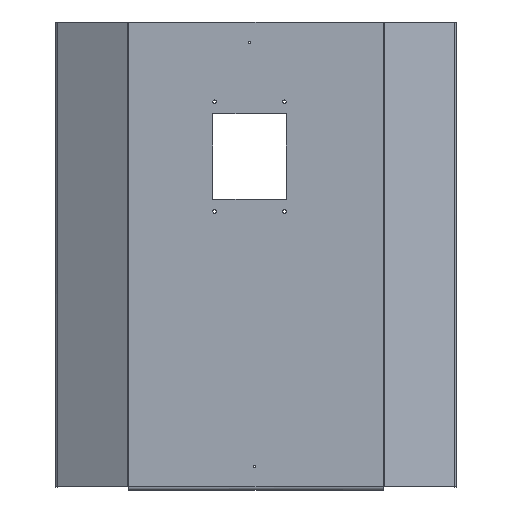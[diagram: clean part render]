
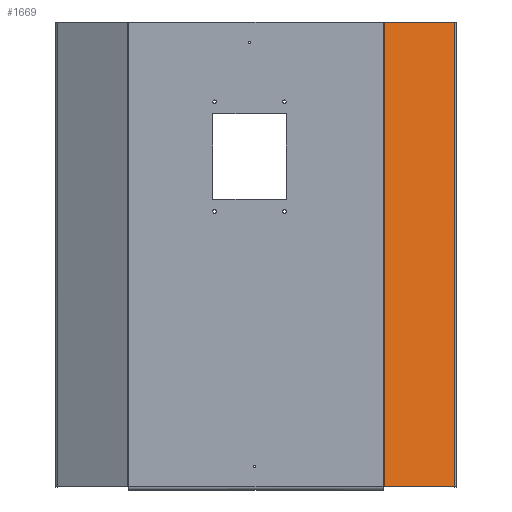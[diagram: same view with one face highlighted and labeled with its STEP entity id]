
A CAD part, top view. The second image highlights one B-rep face of the part: STEP entity #1669.
In plain terms, the highlighted free-form (B-spline) face has degree [1, 1] with [2, 2] control points.
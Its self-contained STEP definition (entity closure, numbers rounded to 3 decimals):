
#1520 = VERTEX_POINT('',#1521);
#1521 = CARTESIAN_POINT('',(-369.106,240.393,
    246.296));
#1556 = VERTEX_POINT('',#1557);
#1557 = CARTESIAN_POINT('',(-369.106,-240.393,
    246.296));
#1583 = EDGE_CURVE('',#1556,#1520,#1584,.T.);
#1584 = B_SPLINE_CURVE_WITH_KNOTS('',1,(#1585,#1586),.UNSPECIFIED.,.F.,
  .F.,(2,2),(-456.,0.),.PIECEWISE_BEZIER_KNOTS.);
#1585 = CARTESIAN_POINT('',(-369.106,-240.393,
    246.296));
#1586 = CARTESIAN_POINT('',(-369.106,240.393,
    246.296));
#1625 = EDGE_CURVE('',#1520,#1626,#1628,.T.);
#1626 = VERTEX_POINT('',#1627);
#1627 = CARTESIAN_POINT('',(-296.425,240.393,
    204.333));
#1628 = B_SPLINE_CURVE_WITH_KNOTS('',1,(#1629,#1630),.UNSPECIFIED.,.F.,
  .F.,(2,2),(0.402,80.),.PIECEWISE_BEZIER_KNOTS.);
#1629 = CARTESIAN_POINT('',(-369.106,240.393,
    246.296));
#1630 = CARTESIAN_POINT('',(-296.425,240.393,
    204.333));
#1645 = EDGE_CURVE('',#1646,#1556,#1648,.T.);
#1646 = VERTEX_POINT('',#1647);
#1647 = CARTESIAN_POINT('',(-296.425,-240.393,
    204.333));
#1648 = B_SPLINE_CURVE_WITH_KNOTS('',1,(#1649,#1650),.UNSPECIFIED.,.F.,
  .F.,(2,2),(0.,79.598),
  .PIECEWISE_BEZIER_KNOTS.);
#1649 = CARTESIAN_POINT('',(-296.425,-240.393,
    204.333));
#1650 = CARTESIAN_POINT('',(-369.106,-240.393,
    246.296));
#1669 = ADVANCED_FACE('',(#1670),#1680,.F.);
#1670 = FACE_BOUND('',#1671,.T.);
#1671 = EDGE_LOOP('',(#1672,#1673,#1674,#1679));
#1672 = ORIENTED_EDGE('',*,*,#1583,.F.);
#1673 = ORIENTED_EDGE('',*,*,#1645,.F.);
#1674 = ORIENTED_EDGE('',*,*,#1675,.F.);
#1675 = EDGE_CURVE('',#1626,#1646,#1676,.T.);
#1676 = B_SPLINE_CURVE_WITH_KNOTS('',1,(#1677,#1678),.UNSPECIFIED.,.F.,
  .F.,(2,2),(0.,456.),.PIECEWISE_BEZIER_KNOTS.);
#1677 = CARTESIAN_POINT('',(-296.425,240.393,
    204.333));
#1678 = CARTESIAN_POINT('',(-296.425,-240.393,
    204.333));
#1679 = ORIENTED_EDGE('',*,*,#1625,.F.);
#1680 = B_SPLINE_SURFACE_WITH_KNOTS('',1,1,(
    (#1681,#1682)
    ,(#1683,#1684
    )),.UNSPECIFIED.,.F.,.F.,.F.,(2,2),(2,2),(-71.631,
    7.967),(-228.,228.),.PIECEWISE_BEZIER_KNOTS.);
#1681 = CARTESIAN_POINT('',(-296.425,-240.393,
    204.333));
#1682 = CARTESIAN_POINT('',(-296.425,240.393,
    204.333));
#1683 = CARTESIAN_POINT('',(-369.106,-240.393,
    246.296));
#1684 = CARTESIAN_POINT('',(-369.106,240.393,
    246.296));
